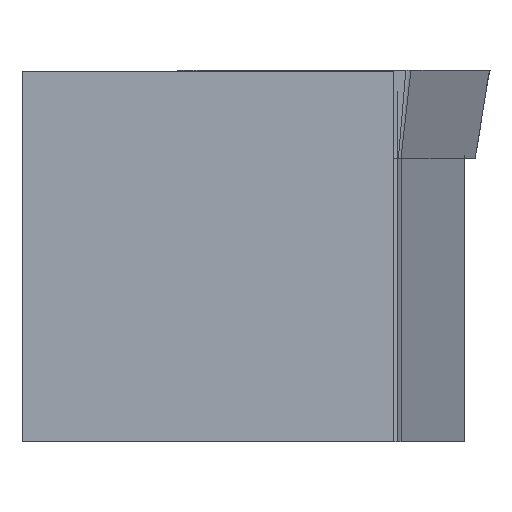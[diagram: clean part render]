
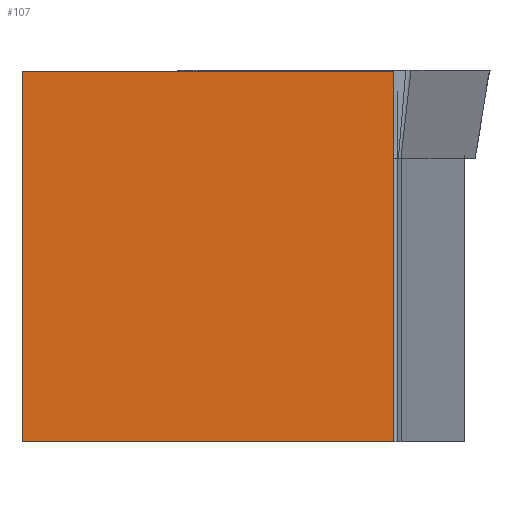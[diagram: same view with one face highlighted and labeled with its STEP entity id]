
A CAD part, front view. The second image highlights one B-rep face of the part: STEP entity #107.
In plain terms, the highlighted planar face has unit normal (0, -1, 0).
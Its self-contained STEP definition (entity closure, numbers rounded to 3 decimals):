
#107=ADVANCED_FACE('',(#142),#125,.T.);
#125=PLANE('',#484);
#142=FACE_OUTER_BOUND('',#172,.T.);
#172=EDGE_LOOP('',(#260,#261,#262,#263));
#260=ORIENTED_EDGE('',*,*,#386,.T.);
#261=ORIENTED_EDGE('',*,*,#385,.F.);
#262=ORIENTED_EDGE('',*,*,#387,.F.);
#263=ORIENTED_EDGE('',*,*,#378,.T.);
#330=VERTEX_POINT('',#989);
#331=VERTEX_POINT('',#991);
#334=VERTEX_POINT('',#1001);
#335=VERTEX_POINT('',#1003);
#378=EDGE_CURVE('',#331,#330,#416,.T.);
#385=EDGE_CURVE('',#335,#334,#423,.T.);
#386=EDGE_CURVE('',#330,#334,#424,.T.);
#387=EDGE_CURVE('',#331,#335,#425,.T.);
#416=LINE('',#990,#448);
#423=LINE('',#1004,#455);
#424=LINE('',#1006,#456);
#425=LINE('',#1007,#457);
#448=VECTOR('',#542,1.);
#455=VECTOR('',#553,1.);
#456=VECTOR('',#556,1.);
#457=VECTOR('',#557,1.);
#484=AXIS2_PLACEMENT_3D('',#1008,#558,#559);
#542=DIRECTION('',(0.,0.,1.));
#553=DIRECTION('',(0.,0.,1.));
#556=DIRECTION('',(-1.,0.,0.));
#557=DIRECTION('',(-1.,0.,0.));
#558=DIRECTION('',(0.,-1.,0.));
#559=DIRECTION('',(0.,0.,-1.));
#989=CARTESIAN_POINT('',(-5.847,-127.57,-0.05));
#990=CARTESIAN_POINT('',(-5.847,-127.57,-20.));
#991=CARTESIAN_POINT('',(-5.847,-127.57,-20.));
#1001=CARTESIAN_POINT('',(-25.847,-127.57,-0.05));
#1003=CARTESIAN_POINT('',(-25.847,-127.57,-20.));
#1004=CARTESIAN_POINT('',(-25.847,-127.57,-20.));
#1006=CARTESIAN_POINT('',(-5.847,-127.57,-0.05));
#1007=CARTESIAN_POINT('',(-5.847,-127.57,-20.));
#1008=CARTESIAN_POINT('',(-5.847,-127.57,-20.));
